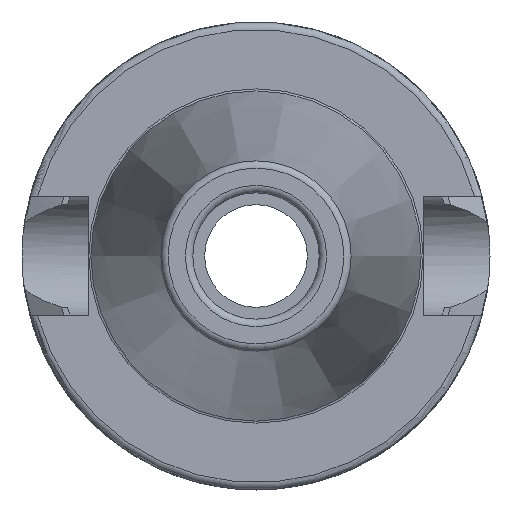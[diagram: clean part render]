
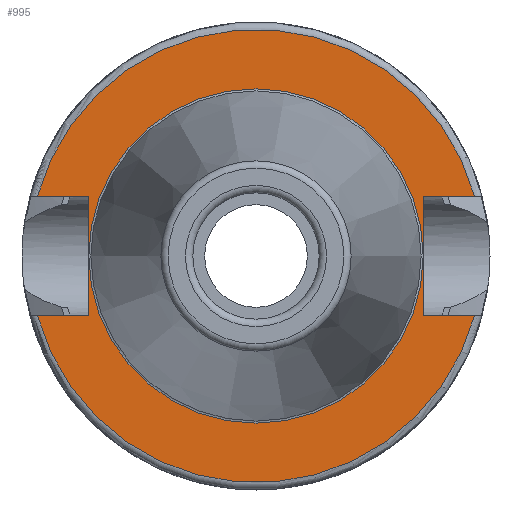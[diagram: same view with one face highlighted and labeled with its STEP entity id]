
A CAD part, left-side view. The second image highlights one B-rep face of the part: STEP entity #995.
In plain terms, the highlighted planar face has unit normal (-1, 0, 0).
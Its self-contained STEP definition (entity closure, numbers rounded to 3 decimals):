
#72=FACE_BOUND('',#325,.T.);
#91=PLANE('',#1180);
#115=LINE('',#1709,#166);
#119=LINE('',#1717,#170);
#122=LINE('',#1737,#173);
#133=LINE('',#1837,#184);
#136=LINE('',#1858,#187);
#138=LINE('',#1861,#189);
#166=VECTOR('',#1339,10.);
#170=VECTOR('',#1345,10.);
#173=VECTOR('',#1350,10.);
#184=VECTOR('',#1405,10.);
#187=VECTOR('',#1410,10.);
#189=VECTOR('',#1414,10.);
#258=FACE_OUTER_BOUND('',#324,.T.);
#324=EDGE_LOOP('',(#855,#856,#857,#858,#859,#860,#861,#862));
#325=EDGE_LOOP('',(#863));
#388=CIRCLE('',#1157,30.5);
#400=CIRCLE('',#1179,22.5);
#401=CIRCLE('',#1181,30.5);
#462=VERTEX_POINT('',#1697);
#463=VERTEX_POINT('',#1708);
#465=VERTEX_POINT('',#1714);
#466=VERTEX_POINT('',#1716);
#481=VERTEX_POINT('',#1797);
#488=VERTEX_POINT('',#1834);
#489=VERTEX_POINT('',#1836);
#493=VERTEX_POINT('',#1857);
#501=VERTEX_POINT('',#1887);
#568=EDGE_CURVE('',#463,#462,#115,.T.);
#572=EDGE_CURVE('',#466,#465,#119,.T.);
#577=EDGE_CURVE('',#465,#463,#122,.T.);
#597=EDGE_CURVE('',#466,#481,#388,.T.);
#607=EDGE_CURVE('',#489,#488,#133,.T.);
#612=EDGE_CURVE('',#493,#481,#136,.T.);
#614=EDGE_CURVE('',#488,#493,#138,.T.);
#628=EDGE_CURVE('',#501,#501,#400,.T.);
#629=EDGE_CURVE('',#489,#462,#401,.T.);
#855=ORIENTED_EDGE('',*,*,#568,.T.);
#856=ORIENTED_EDGE('',*,*,#629,.F.);
#857=ORIENTED_EDGE('',*,*,#607,.T.);
#858=ORIENTED_EDGE('',*,*,#614,.T.);
#859=ORIENTED_EDGE('',*,*,#612,.T.);
#860=ORIENTED_EDGE('',*,*,#597,.F.);
#861=ORIENTED_EDGE('',*,*,#572,.T.);
#862=ORIENTED_EDGE('',*,*,#577,.T.);
#863=ORIENTED_EDGE('',*,*,#628,.T.);
#995=ADVANCED_FACE('',(#258,#72),#91,.T.);
#1157=AXIS2_PLACEMENT_3D('',#1798,#1392,#1393);
#1179=AXIS2_PLACEMENT_3D('',#1889,#1450,#1451);
#1180=AXIS2_PLACEMENT_3D('',#1890,#1452,#1453);
#1181=AXIS2_PLACEMENT_3D('',#1891,#1454,#1455);
#1339=DIRECTION('',(0.,-1.,0.));
#1345=DIRECTION('',(0.,1.,0.));
#1350=DIRECTION('',(0.,0.,1.));
#1392=DIRECTION('center_axis',(1.,0.,0.));
#1393=DIRECTION('ref_axis',(0.,0.,-1.));
#1405=DIRECTION('',(0.,-1.,0.));
#1410=DIRECTION('',(0.,1.,0.));
#1414=DIRECTION('',(0.,0.,-1.));
#1450=DIRECTION('center_axis',(1.,0.,0.));
#1451=DIRECTION('ref_axis',(0.,0.,-1.));
#1452=DIRECTION('center_axis',(-1.,0.,0.));
#1453=DIRECTION('ref_axis',(0.,0.,1.));
#1454=DIRECTION('center_axis',(1.,0.,0.));
#1455=DIRECTION('ref_axis',(0.,0.,-1.));
#1697=CARTESIAN_POINT('',(2.,-29.418,8.05));
#1708=CARTESIAN_POINT('',(2.,-22.6,8.05));
#1709=CARTESIAN_POINT('',(2.,3.95,8.05));
#1714=CARTESIAN_POINT('',(2.,-22.6,-8.05));
#1716=CARTESIAN_POINT('',(2.,-29.418,-8.05));
#1717=CARTESIAN_POINT('',(2.,3.95,-8.05));
#1737=CARTESIAN_POINT('',(2.,-22.6,0.));
#1797=CARTESIAN_POINT('',(2.,29.418,-8.05));
#1798=CARTESIAN_POINT('Origin',(2.,0.,0.));
#1834=CARTESIAN_POINT('',(2.,22.6,8.05));
#1836=CARTESIAN_POINT('',(2.,29.418,8.05));
#1837=CARTESIAN_POINT('',(2.,26.55,8.05));
#1857=CARTESIAN_POINT('',(2.,22.6,-8.05));
#1858=CARTESIAN_POINT('',(2.,26.55,-8.05));
#1861=CARTESIAN_POINT('',(2.,22.6,0.));
#1887=CARTESIAN_POINT('',(2.,0.,22.5));
#1889=CARTESIAN_POINT('Origin',(2.,0.,0.));
#1890=CARTESIAN_POINT('Origin',(2.,30.5,0.));
#1891=CARTESIAN_POINT('Origin',(2.,0.,0.));
